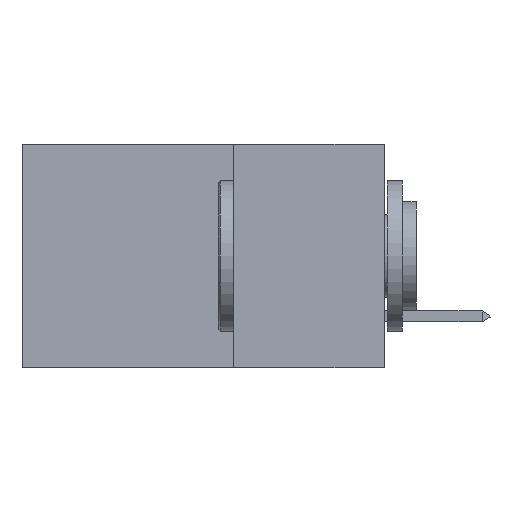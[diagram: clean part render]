
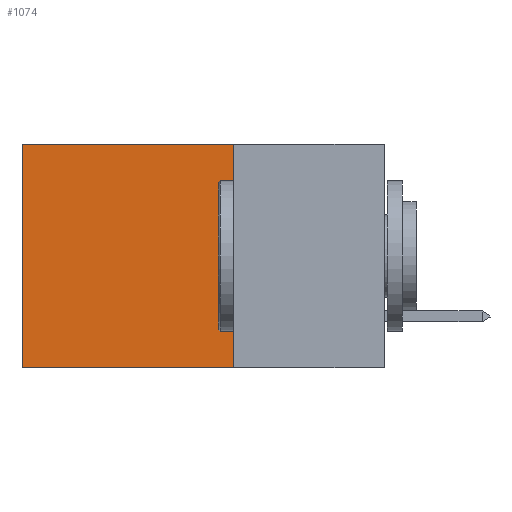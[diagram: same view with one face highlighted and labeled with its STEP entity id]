
A CAD part, left-side view. The second image highlights one B-rep face of the part: STEP entity #1074.
In plain terms, the highlighted planar face has unit normal (-1, 0, 0).
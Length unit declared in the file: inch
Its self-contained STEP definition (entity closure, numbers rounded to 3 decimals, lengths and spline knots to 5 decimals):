
#946 = ORIENTED_EDGE ( 'NONE', *, *, #10610, .F. ) ;
#1074 = ADVANCED_FACE ( 'NONE', ( #4952 ), #21626, .F. ) ;
#1164 = CARTESIAN_POINT ( 'NONE',  ( 0.2875, 0.25, -0.37 ) ) ;
#1916 = DIRECTION ( 'NONE',  ( 0., 0., -1. ) ) ;
#2972 = EDGE_CURVE ( 'NONE', #21739, #5134, #7821, .T. ) ;
#3044 = DIRECTION ( 'NONE',  ( 1., 0., 0. ) ) ;
#3614 = VECTOR ( 'NONE', #1916, 39.37008 ) ;
#3841 = DIRECTION ( 'NONE',  ( 0., 1., 0. ) ) ;
#4081 = LINE ( 'NONE', #13994, #12555 ) ;
#4363 = VECTOR ( 'NONE', #4619, 39.37008 ) ;
#4389 = VERTEX_POINT ( 'NONE', #20764 ) ;
#4619 = DIRECTION ( 'NONE',  ( 0., 1., 0. ) ) ;
#4623 = EDGE_LOOP ( 'NONE', ( #9968, #5380, #946, #15163 ) ) ;
#4952 = FACE_OUTER_BOUND ( 'NONE', #4623, .T. ) ;
#5134 = VERTEX_POINT ( 'NONE', #13997 ) ;
#5380 = ORIENTED_EDGE ( 'NONE', *, *, #2972, .F. ) ;
#7229 = LINE ( 'NONE', #20531, #15716 ) ;
#7821 = LINE ( 'NONE', #1164, #4363 ) ;
#8165 = CARTESIAN_POINT ( 'NONE',  ( 0.2875, 0.25, -0.37 ) ) ;
#8829 = VERTEX_POINT ( 'NONE', #18661 ) ;
#9968 = ORIENTED_EDGE ( 'NONE', *, *, #19126, .T. ) ;
#10165 = DIRECTION ( 'NONE',  ( 0., 0., -1. ) ) ;
#10610 = EDGE_CURVE ( 'NONE', #8829, #21739, #12074, .T. ) ;
#11994 = AXIS2_PLACEMENT_3D ( 'NONE', #19787, #3044, #16571 ) ;
#12041 = CARTESIAN_POINT ( 'NONE',  ( 0.2875, 0.25, 0. ) ) ;
#12074 = LINE ( 'NONE', #12041, #3614 ) ;
#12555 = VECTOR ( 'NONE', #3841, 39.37008 ) ;
#12608 = EDGE_CURVE ( 'NONE', #8829, #4389, #4081, .T. ) ;
#13994 = CARTESIAN_POINT ( 'NONE',  ( 0.2875, 0.25, 0. ) ) ;
#13997 = CARTESIAN_POINT ( 'NONE',  ( 0.2875, 0.6, -0.37 ) ) ;
#15163 = ORIENTED_EDGE ( 'NONE', *, *, #12608, .T. ) ;
#15716 = VECTOR ( 'NONE', #10165, 39.37008 ) ;
#16571 = DIRECTION ( 'NONE',  ( 0., 0., -1. ) ) ;
#18661 = CARTESIAN_POINT ( 'NONE',  ( 0.2875, 0.25, 0. ) ) ;
#19126 = EDGE_CURVE ( 'NONE', #4389, #5134, #7229, .T. ) ;
#19787 = CARTESIAN_POINT ( 'NONE',  ( 0.2875, 0.25, 0. ) ) ;
#20531 = CARTESIAN_POINT ( 'NONE',  ( 0.2875, 0.6, 0. ) ) ;
#20764 = CARTESIAN_POINT ( 'NONE',  ( 0.2875, 0.6, 0. ) ) ;
#21626 = PLANE ( 'NONE',  #11994 ) ;
#21739 = VERTEX_POINT ( 'NONE', #8165 ) ;
